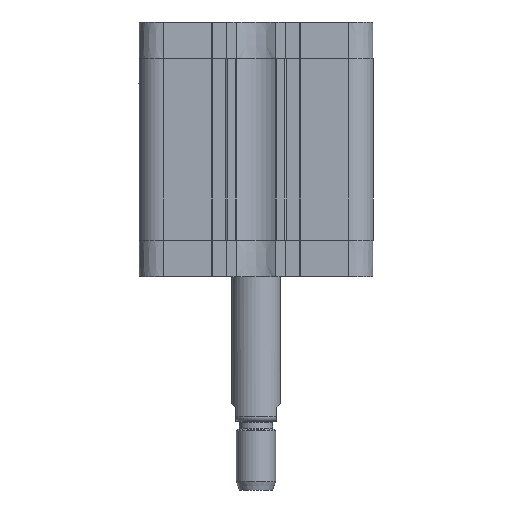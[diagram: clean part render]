
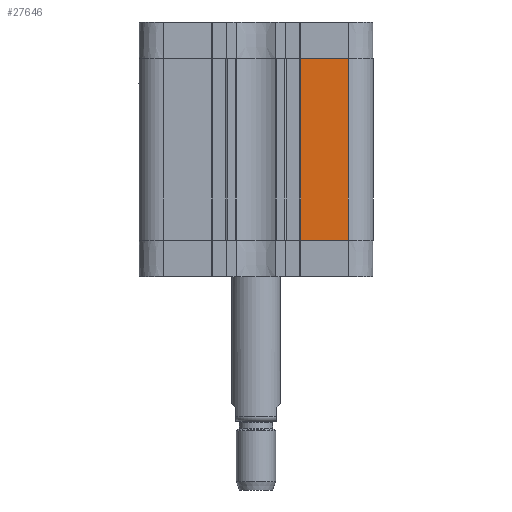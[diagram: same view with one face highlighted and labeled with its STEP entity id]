
A CAD part, front view. The second image highlights one B-rep face of the part: STEP entity #27646.
In plain terms, the highlighted planar face has unit normal (0, -1, 0).
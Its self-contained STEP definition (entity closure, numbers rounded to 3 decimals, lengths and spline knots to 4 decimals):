
#2717=LINE($,#55408,#4768);
#2770=LINE($,#55628,#4821);
#2797=LINE($,#55738,#4848);
#2799=LINE($,#55741,#4850);
#4768=VECTOR($,#33023,1.95);
#4821=VECTOR($,#33198,1.95);
#4848=VECTOR($,#33285,7.4);
#4850=VECTOR($,#33289,7.4);
#5470=PLANE($,#28918);
#7592=FACE_OUTER_BOUND($,#9344,.T.);
#9344=EDGE_LOOP($,(#25567,#25568,#25569,#25570));
#13569=VERTEX_POINT($,#55405);
#13570=VERTEX_POINT($,#55407);
#13675=VERTEX_POINT($,#55625);
#13676=VERTEX_POINT($,#55627);
#17539=EDGE_CURVE($,#13569,#13570,#2717,.T.);
#17650=EDGE_CURVE($,#13676,#13675,#2770,.T.);
#17706=EDGE_CURVE($,#13570,#13675,#2797,.T.);
#17708=EDGE_CURVE($,#13569,#13676,#2799,.T.);
#25567=ORIENTED_EDGE($,*,*,#17706,.F.);
#25568=ORIENTED_EDGE($,*,*,#17539,.F.);
#25569=ORIENTED_EDGE($,*,*,#17708,.T.);
#25570=ORIENTED_EDGE($,*,*,#17650,.T.);
#27646=ADVANCED_FACE($,(#7592),#5470,.T.);
#28918=AXIS2_PLACEMENT_3D($,#55740,#33287,#33288);
#33023=DIRECTION($,(-1.,0.,0.));
#33198=DIRECTION($,(-1.,0.,0.));
#33285=DIRECTION($,(0.,0.,1.));
#33287=DIRECTION('center_axis',(0.,-1.,0.));
#33288=DIRECTION('ref_axis',(0.,0.,-1.));
#33289=DIRECTION($,(0.,0.,1.));
#55405=CARTESIAN_POINT('',(3.775,-4.775,0.));
#55407=CARTESIAN_POINT('',(1.825,-4.775,0.));
#55408=CARTESIAN_POINT($,(3.775,-4.775,0.));
#55625=CARTESIAN_POINT('',(1.825,-4.775,7.4));
#55627=CARTESIAN_POINT('',(3.775,-4.775,7.4));
#55628=CARTESIAN_POINT($,(3.775,-4.775,7.4));
#55738=CARTESIAN_POINT($,(1.825,-4.775,0.));
#55740=CARTESIAN_POINT('Origin',(3.775,-4.775,0.));
#55741=CARTESIAN_POINT($,(3.775,-4.775,0.));
